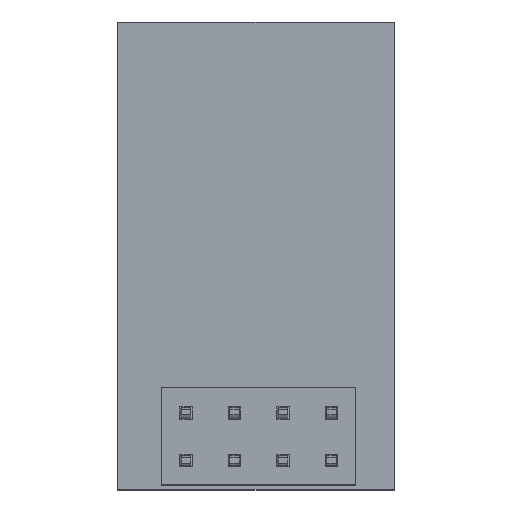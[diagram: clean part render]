
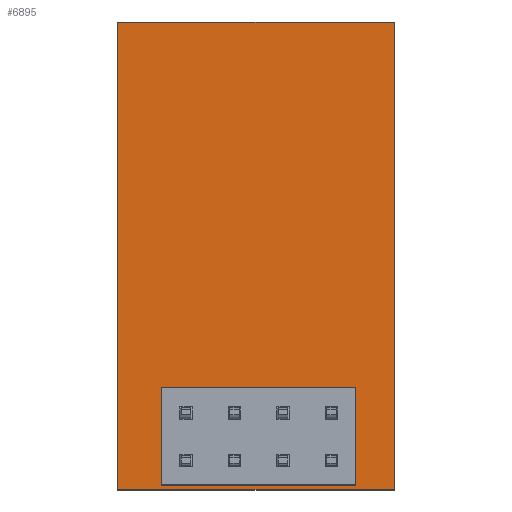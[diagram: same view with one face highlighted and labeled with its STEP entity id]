
A CAD part, top view. The second image highlights one B-rep face of the part: STEP entity #6895.
In plain terms, the highlighted planar face has unit normal (0, 0, 1).
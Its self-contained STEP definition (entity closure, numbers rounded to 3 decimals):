
#595=FACE_OUTER_BOUND('',#1023,.T.);
#1023=EDGE_LOOP('',(#6097,#6098,#6099,#6100));
#1917=LINE('',#10966,#2821);
#1921=LINE('',#10974,#2825);
#1924=LINE('',#10980,#2828);
#1927=LINE('',#10985,#2831);
#2821=VECTOR('',#9088,10.);
#2825=VECTOR('',#9094,10.);
#2828=VECTOR('',#9099,10.);
#2831=VECTOR('',#9104,10.);
#3385=VERTEX_POINT('',#10964);
#3386=VERTEX_POINT('',#10965);
#3389=VERTEX_POINT('',#10973);
#3391=VERTEX_POINT('',#10979);
#4285=EDGE_CURVE('',#3385,#3386,#1917,.T.);
#4289=EDGE_CURVE('',#3386,#3389,#1921,.T.);
#4292=EDGE_CURVE('',#3389,#3391,#1924,.T.);
#4295=EDGE_CURVE('',#3391,#3385,#1927,.T.);
#6097=ORIENTED_EDGE('',*,*,#4295,.T.);
#6098=ORIENTED_EDGE('',*,*,#4285,.T.);
#6099=ORIENTED_EDGE('',*,*,#4289,.T.);
#6100=ORIENTED_EDGE('',*,*,#4292,.T.);
#6499=PLANE('',#7380);
#6895=ADVANCED_FACE('',(#595),#6499,.T.);
#7380=AXIS2_PLACEMENT_3D('',#10987,#9106,#9107);
#9088=DIRECTION('',(1.,0.,0.));
#9094=DIRECTION('',(0.,1.,0.));
#9099=DIRECTION('',(-1.,0.,0.));
#9104=DIRECTION('',(0.,-1.,0.));
#9106=DIRECTION('center_axis',(0.,0.,1.));
#9107=DIRECTION('ref_axis',(1.,0.,0.));
#10964=CARTESIAN_POINT('',(-7.375,-2.649,0.205));
#10965=CARTESIAN_POINT('',(7.125,-2.649,0.205));
#10966=CARTESIAN_POINT('',(-7.375,-2.649,0.205));
#10973=CARTESIAN_POINT('',(7.125,21.851,0.205));
#10974=CARTESIAN_POINT('',(7.125,-2.649,0.205));
#10979=CARTESIAN_POINT('',(-7.375,21.851,0.205));
#10980=CARTESIAN_POINT('',(7.125,21.851,0.205));
#10985=CARTESIAN_POINT('',(-7.375,21.851,0.205));
#10987=CARTESIAN_POINT('Origin',(-0.125,9.601,0.205));
